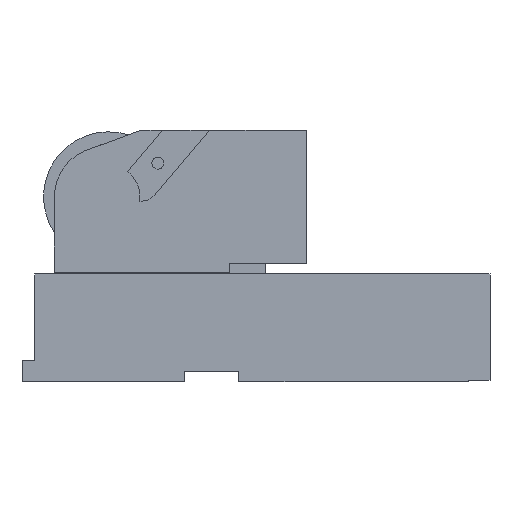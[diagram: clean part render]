
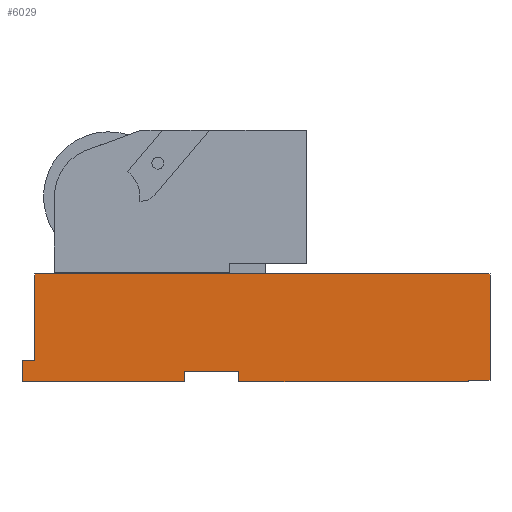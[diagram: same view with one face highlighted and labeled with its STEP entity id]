
A CAD part, front view. The second image highlights one B-rep face of the part: STEP entity #6029.
In plain terms, the highlighted planar face has unit normal (0, -1, 0).
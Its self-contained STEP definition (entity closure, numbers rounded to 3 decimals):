
#4056=CARTESIAN_POINT('Vertex',(72.5,-37.,17.8)) ;
#4059=CARTESIAN_POINT('Line Origine',(27.25,-37.,17.8)) ;
#4063=CARTESIAN_POINT('Vertex',(-18.,-37.,17.8)) ;
#4255=CARTESIAN_POINT('Line Origine',(-18.,-37.,23.8)) ;
#4259=CARTESIAN_POINT('Vertex',(-18.,-37.,29.8)) ;
#4298=CARTESIAN_POINT('Vertex',(72.5,-37.,23.8)) ;
#4301=CARTESIAN_POINT('Line Origine',(72.5,-37.,20.8)) ;
#4471=CARTESIAN_POINT('Line Origine',(-14.5,-37.,29.8)) ;
#4475=CARTESIAN_POINT('Vertex',(-11.,-37.,29.8)) ;
#4504=CARTESIAN_POINT('Line Origine',(236.,-37.,18.8)) ;
#4508=CARTESIAN_POINT('Vertex',(230.,-37.,18.8)) ;
#4510=CARTESIAN_POINT('Vertex',(242.,-37.,18.8)) ;
#4544=CARTESIAN_POINT('Line Origine',(230.,-37.,18.3)) ;
#4548=CARTESIAN_POINT('Vertex',(230.,-37.,17.8)) ;
#4576=CARTESIAN_POINT('Vertex',(102.5,-37.,17.8)) ;
#4584=CARTESIAN_POINT('Line Origine',(166.25,-37.,17.8)) ;
#4655=CARTESIAN_POINT('Line Origine',(102.5,-37.,20.8)) ;
#4659=CARTESIAN_POINT('Vertex',(102.5,-37.,23.8)) ;
#4691=CARTESIAN_POINT('Line Origine',(87.5,-37.,23.8)) ;
#5717=CARTESIAN_POINT('Line Origine',(-11.,-37.,53.8)) ;
#5721=CARTESIAN_POINT('Vertex',(-11.,-37.,77.8)) ;
#5933=CARTESIAN_POINT('Line Origine',(115.5,-37.,77.8)) ;
#5937=CARTESIAN_POINT('Vertex',(242.,-37.,77.8)) ;
#6005=CARTESIAN_POINT('Axis2P3D Location',(230.,-37.,17.8)) ;
#6010=CARTESIAN_POINT('Line Origine',(242.,-37.,48.3)) ;
#4060=DIRECTION('Vector Direction',(-1.,0.,0.)) ;
#4256=DIRECTION('Vector Direction',(0.,0.,1.)) ;
#4302=DIRECTION('Vector Direction',(0.,0.,1.)) ;
#4472=DIRECTION('Vector Direction',(1.,0.,0.)) ;
#4505=DIRECTION('Vector Direction',(1.,0.,0.)) ;
#4545=DIRECTION('Vector Direction',(0.,0.,1.)) ;
#4585=DIRECTION('Vector Direction',(-1.,0.,0.)) ;
#4656=DIRECTION('Vector Direction',(0.,0.,1.)) ;
#4692=DIRECTION('Vector Direction',(1.,0.,0.)) ;
#5718=DIRECTION('Vector Direction',(0.,0.,-1.)) ;
#5934=DIRECTION('Vector Direction',(1.,0.,0.)) ;
#6006=DIRECTION('Axis2P3D Direction',(0.,1.,-0.)) ;
#6007=DIRECTION('Axis2P3D XDirection',(-1.,0.,0.)) ;
#6011=DIRECTION('Vector Direction',(0.,0.,-1.)) ;
#6008=AXIS2_PLACEMENT_3D('Plane Axis2P3D',#6005,#6006,#6007) ;
#6016=ORIENTED_EDGE('',*,*,#4477,.F.) ;
#6017=ORIENTED_EDGE('',*,*,#4261,.F.) ;
#6018=ORIENTED_EDGE('',*,*,#4065,.T.) ;
#6019=ORIENTED_EDGE('',*,*,#4305,.T.) ;
#6020=ORIENTED_EDGE('',*,*,#4695,.T.) ;
#6021=ORIENTED_EDGE('',*,*,#4661,.F.) ;
#6022=ORIENTED_EDGE('',*,*,#4588,.T.) ;
#6023=ORIENTED_EDGE('',*,*,#4550,.T.) ;
#6024=ORIENTED_EDGE('',*,*,#4512,.T.) ;
#6025=ORIENTED_EDGE('',*,*,#6014,.F.) ;
#6026=ORIENTED_EDGE('',*,*,#5939,.F.) ;
#6027=ORIENTED_EDGE('',*,*,#5723,.T.) ;
#4061=VECTOR('Line Direction',#4060,1.) ;
#4257=VECTOR('Line Direction',#4256,1.) ;
#4303=VECTOR('Line Direction',#4302,1.) ;
#4473=VECTOR('Line Direction',#4472,1.) ;
#4506=VECTOR('Line Direction',#4505,1.) ;
#4546=VECTOR('Line Direction',#4545,1.) ;
#4586=VECTOR('Line Direction',#4585,1.) ;
#4657=VECTOR('Line Direction',#4656,1.) ;
#4693=VECTOR('Line Direction',#4692,1.) ;
#5719=VECTOR('Line Direction',#5718,1.) ;
#5935=VECTOR('Line Direction',#5934,1.) ;
#6012=VECTOR('Line Direction',#6011,1.) ;
#6029=ADVANCED_FACE('PB_CRCS-05000-100_0.1\\PartBody',(#6028),#6009,.F.) ;
#4065=EDGE_CURVE('',#4064,#4057,#4062,.F.) ;
#4261=EDGE_CURVE('',#4064,#4260,#4258,.T.) ;
#4305=EDGE_CURVE('',#4057,#4299,#4304,.T.) ;
#4477=EDGE_CURVE('',#4260,#4476,#4474,.T.) ;
#4512=EDGE_CURVE('',#4509,#4511,#4507,.T.) ;
#4550=EDGE_CURVE('',#4549,#4509,#4547,.T.) ;
#4588=EDGE_CURVE('',#4577,#4549,#4587,.F.) ;
#4661=EDGE_CURVE('',#4577,#4660,#4658,.T.) ;
#4695=EDGE_CURVE('',#4299,#4660,#4694,.T.) ;
#5723=EDGE_CURVE('',#5722,#4476,#5720,.T.) ;
#5939=EDGE_CURVE('',#5722,#5938,#5936,.T.) ;
#6014=EDGE_CURVE('',#5938,#4511,#6013,.T.) ;
#6015=EDGE_LOOP('',(#6016,#6017,#6018,#6019,#6020,#6021,#6022,#6023,#6024,#6025,#6026,#6027)) ;
#6028=FACE_OUTER_BOUND('',#6015,.T.) ;
#4062=LINE('Line',#4059,#4061) ;
#4258=LINE('Line',#4255,#4257) ;
#4304=LINE('Line',#4301,#4303) ;
#4474=LINE('Line',#4471,#4473) ;
#4507=LINE('Line',#4504,#4506) ;
#4547=LINE('Line',#4544,#4546) ;
#4587=LINE('Line',#4584,#4586) ;
#4658=LINE('Line',#4655,#4657) ;
#4694=LINE('Line',#4691,#4693) ;
#5720=LINE('Line',#5717,#5719) ;
#5936=LINE('Line',#5933,#5935) ;
#6013=LINE('Line',#6010,#6012) ;
#6009=PLANE('Plane',#6008) ;
#4057=VERTEX_POINT('',#4056) ;
#4064=VERTEX_POINT('',#4063) ;
#4260=VERTEX_POINT('',#4259) ;
#4299=VERTEX_POINT('',#4298) ;
#4476=VERTEX_POINT('',#4475) ;
#4509=VERTEX_POINT('',#4508) ;
#4511=VERTEX_POINT('',#4510) ;
#4549=VERTEX_POINT('',#4548) ;
#4577=VERTEX_POINT('',#4576) ;
#4660=VERTEX_POINT('',#4659) ;
#5722=VERTEX_POINT('',#5721) ;
#5938=VERTEX_POINT('',#5937) ;
